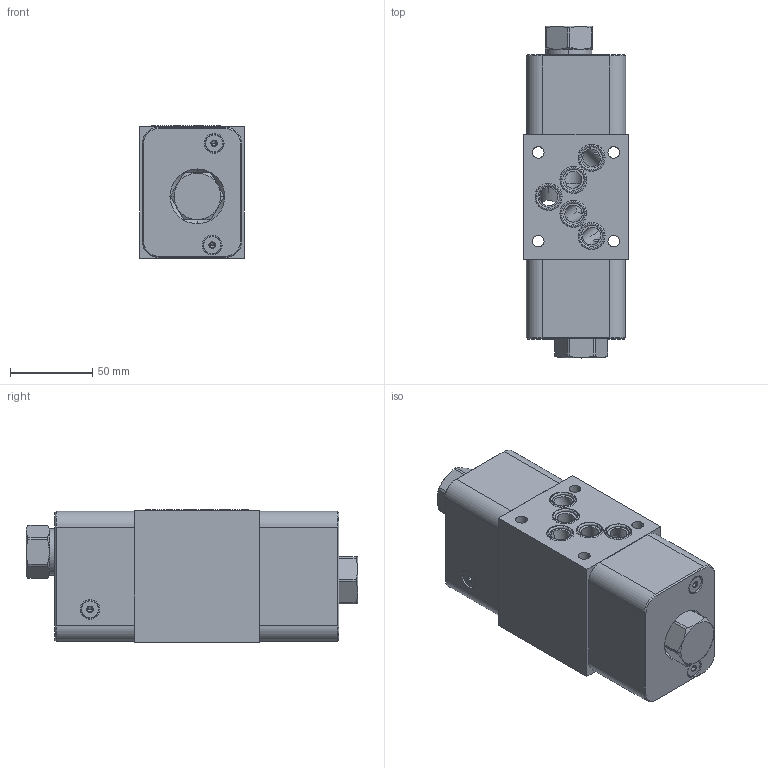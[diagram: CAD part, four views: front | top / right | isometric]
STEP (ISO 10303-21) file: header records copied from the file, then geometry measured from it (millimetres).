
FILE_DESCRIPTION((''),'2;1');
FILE_NAME('U3Y_ASM','2019-08-13T',('ProEService'),(''),'PRO/ENGINEER BY PARAMETRIC TECHNOLOGY CORPORATION, 2014200','PRO/ENGINEER BY PARAMETRIC TECHNOLOGY CORPORATION, 2014200','');
FILE_SCHEMA(('CONFIG_CONTROL_DESIGN'));
Length unit declared in the file: inch
Products named in the file (5): 171-829; DKFSXHN; A330-006-002; 500-001-014; U3Y_ASM
Assembly tree (13 placements, depth 2):
  U3Y_ASM
    171-829
    DKFSXHN  x2
    A330-006-002  x5
    500-001-014  x5
Bounding box: 63.5 x 202.03 x 80.54 mm (x, y, z)
Volume: 783777.2 mm3; surface area: 126558.7 mm2
Topology: 19 solids, 21 shells, 822 faces, 2279 edges, 1732 vertices
Faces by surface type: cylinder 316, cone 197, plane 171, torus 78, revolution 48, sphere 12
Entity records: 20678 total; most frequent: CARTESIAN_POINT 7230, DIRECTION 2881, ORIENTED_EDGE 2336, EDGE_CURVE 1168, AXIS2_PLACEMENT_3D 1051, VECTOR 761, LINE 761, VERTEX_POINT 714
